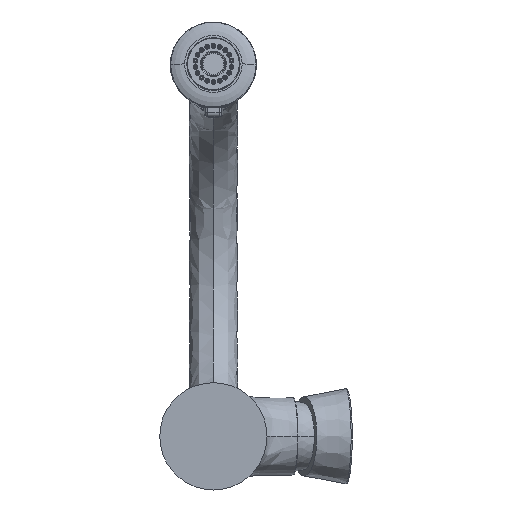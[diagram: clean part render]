
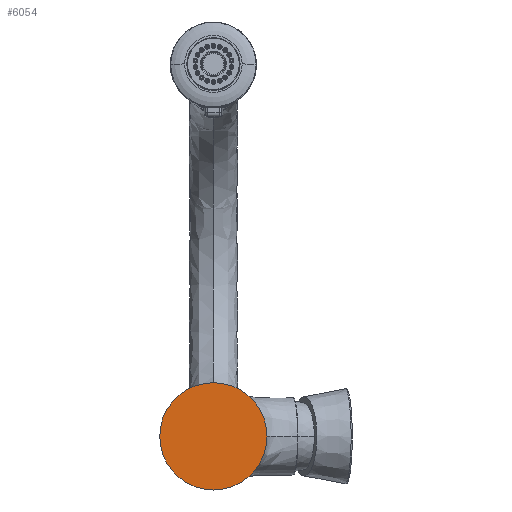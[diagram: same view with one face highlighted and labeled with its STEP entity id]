
A CAD part, front view. The second image highlights one B-rep face of the part: STEP entity #6054.
In plain terms, the highlighted planar face has unit normal (0, -1, 0).
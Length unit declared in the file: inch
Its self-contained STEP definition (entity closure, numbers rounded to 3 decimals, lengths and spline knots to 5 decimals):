
#937=CARTESIAN_POINT('',(0.,-0.465,0.));
#938=DIRECTION('',(0.,-1.,0.));
#939=DIRECTION('',(0.,0.,-1.));
#940=AXIS2_PLACEMENT_3D('',#937,#938,#939);
#986=CARTESIAN_POINT('',(0.,-0.465,0.));
#987=DIRECTION('',(0.,1.,0.));
#988=DIRECTION('',(0.,0.,-1.));
#989=AXIS2_PLACEMENT_3D('',#986,#987,#988);
#4206=CARTESIAN_POINT('',(0.,-0.465,-1.25));
#4207=CARTESIAN_POINT('',(0.,-0.465,1.25));
#4208=VERTEX_POINT('',#4206);
#4209=VERTEX_POINT('',#4207);
#6045=CARTESIAN_POINT('',(0.,-0.465,0.));
#6046=DIRECTION('',(0.,-1.,0.));
#6047=DIRECTION('',(0.,0.,1.));
#6048=AXIS2_PLACEMENT_3D('',#6045,#6046,#6047);
#6049=PLANE('',#6048);
#6050=ORIENTED_EDGE('',*,*,#6008,.F.);
#6051=ORIENTED_EDGE('',*,*,#6035,.T.);
#6052=EDGE_LOOP('',(#6050,#6051));
#6053=FACE_OUTER_BOUND('',#6052,.F.);
#6054=ADVANCED_FACE('',(#6053),#6049,.T.);
#941=CIRCLE('',#940,1.25);
#990=CIRCLE('',#989,1.25);
#6008=EDGE_CURVE('',#4208,#4209,#941,.T.);
#6035=EDGE_CURVE('',#4208,#4209,#990,.T.);
